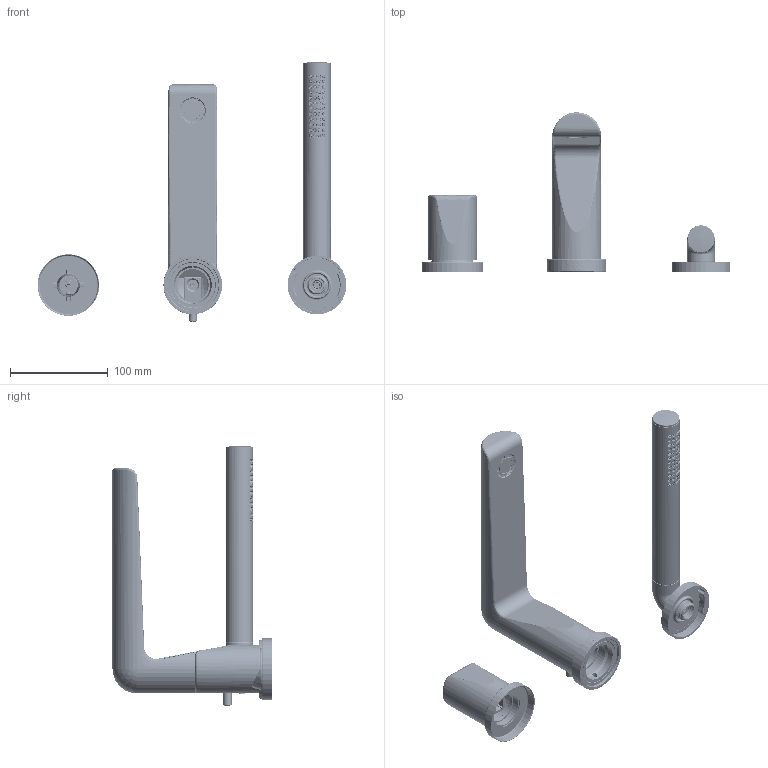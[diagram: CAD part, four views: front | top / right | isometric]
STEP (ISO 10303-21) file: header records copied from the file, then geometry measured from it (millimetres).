
FILE_DESCRIPTION(/* description */ (''),/* implementation_level */ '2;1');
FILE_NAME(/* name */ 'TPB66-EM 3D.stp',/* time_stamp */ '2021-03-10T15:19:29-05:00',/* author */ ('fbrousse'),/* organization */ (''),/* preprocessor_version */ 'ST-DEVELOPER v17',/* originating_system */ 'Autodesk Inventor 2018',/* authorisation */ '');
FILE_SCHEMA (('CONFIG_CONTROL_DESIGN'));
Length unit declared in the file: millimetre
Products named in the file (17): TPB66-EM; 053-940; 1560; 002-966; 152-060; 306-066; 052-940; 3362; 010-940; 014-332; 7801; 157-055; 003-030; 313-005; 6676; 2465; 4361-EM
Assembly tree (18 placements, depth 4):
  TPB66-EM
    053-940
    1560
      002-966
      003-030
      152-060
      306-066
    052-940
    3362
      010-940
      014-332
      003-030
      7801
        157-055
        003-030
        313-005
      6676
    2465
    4361-EM
Bounding box: 315.5 x 162.5 x 265.38 mm (x, y, z)
Volume: 323132.7 mm3; surface area: 232440 mm2
Topology: 19 solids, 20 shells, 3511 faces, 9095 edges, 5642 vertices
Faces by surface type: bspline 1249, cylinder 784, plane 706, torus 315, cone 309, sphere 148
Full cylindrical faces by diameter (mm): 2.5 x2, 3 x1, 3.2 x1, 3.242 x1, 4.1 x1, 4.134 x2, 4.199 x1, 4.2 x1, 4.5 x1, 4.93 x1, 4.976 x6, 5 x1, 5.2 x2, 5.3 x2, 6 x1, 6.7 x1, 7.5 x1, 7.675 x1, 8.1 x1, 8.3 x1, 8.5 x1, 9 x1, 10.917 x1, 11 x1, 12.5 x1, 13.92 x6, 14.2 x1, 15 x5, 15.12 x1, 16 x1
Entity records: 292298 total; most frequent: CARTESIAN_POINT 212705, ORIENTED_EDGE 17574, DIRECTION 14162, EDGE_CURVE 8787, AXIS2_PLACEMENT_3D 5978, VERTEX_POINT 5479, EDGE_LOOP 3738, FACE_OUTER_BOUND 3403
